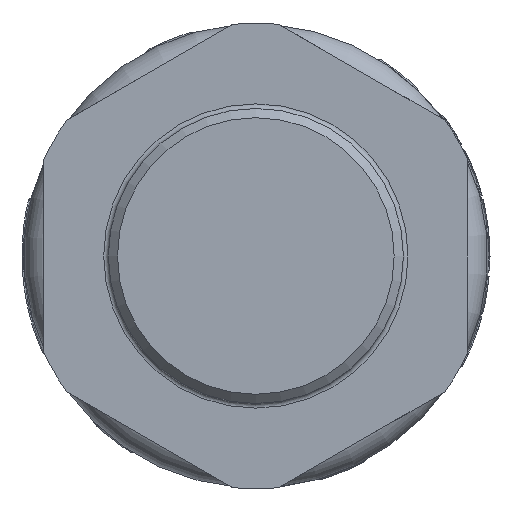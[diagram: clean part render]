
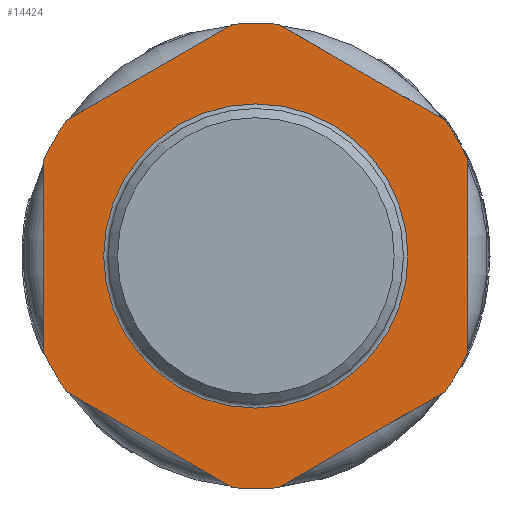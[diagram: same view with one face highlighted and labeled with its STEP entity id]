
A CAD part, left-side view. The second image highlights one B-rep face of the part: STEP entity #14424.
In plain terms, the highlighted planar face has unit normal (-1, 0, 0).
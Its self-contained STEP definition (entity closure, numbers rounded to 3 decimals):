
#404=LINE('',#20464,#1072);
#407=LINE('',#20494,#1075);
#410=LINE('',#20524,#1078);
#413=LINE('',#20554,#1081);
#416=LINE('',#20584,#1084);
#419=LINE('',#20614,#1087);
#1072=VECTOR('',#16819,10.);
#1075=VECTOR('',#16824,10.);
#1078=VECTOR('',#16829,10.);
#1081=VECTOR('',#16834,10.);
#1084=VECTOR('',#16839,10.);
#1087=VECTOR('',#16844,10.);
#2490=FACE_BOUND('',#3720,.T.);
#2866=FACE_OUTER_BOUND('',#3719,.T.);
#3719=EDGE_LOOP('',(#9098,#9099,#9100,#9101,#9102,#9103,#9104,#9105,#9106,
#9107,#9108,#9109));
#3720=EDGE_LOOP('',(#9110));
#4705=CIRCLE('',#15310,25.25);
#4706=CIRCLE('',#15312,25.25);
#4707=CIRCLE('',#15314,25.25);
#4708=CIRCLE('',#15316,25.25);
#4709=CIRCLE('',#15318,25.25);
#4710=CIRCLE('',#15320,25.25);
#4711=CIRCLE('',#15321,16.5);
#5408=VERTEX_POINT('',#20461);
#5409=VERTEX_POINT('',#20463);
#5412=VERTEX_POINT('',#20491);
#5413=VERTEX_POINT('',#20493);
#5416=VERTEX_POINT('',#20521);
#5417=VERTEX_POINT('',#20523);
#5420=VERTEX_POINT('',#20551);
#5421=VERTEX_POINT('',#20553);
#5424=VERTEX_POINT('',#20581);
#5425=VERTEX_POINT('',#20583);
#5428=VERTEX_POINT('',#20611);
#5429=VERTEX_POINT('',#20613);
#5430=VERTEX_POINT('',#20635);
#6893=EDGE_CURVE('',#5409,#5408,#404,.T.);
#6897=EDGE_CURVE('',#5413,#5412,#407,.T.);
#6901=EDGE_CURVE('',#5417,#5416,#410,.T.);
#6905=EDGE_CURVE('',#5421,#5420,#413,.T.);
#6909=EDGE_CURVE('',#5425,#5424,#416,.T.);
#6913=EDGE_CURVE('',#5429,#5428,#419,.T.);
#6921=EDGE_CURVE('',#5429,#5416,#4705,.T.);
#6922=EDGE_CURVE('',#5417,#5420,#4706,.T.);
#6923=EDGE_CURVE('',#5413,#5424,#4707,.T.);
#6924=EDGE_CURVE('',#5421,#5412,#4708,.T.);
#6925=EDGE_CURVE('',#5409,#5428,#4709,.T.);
#6926=EDGE_CURVE('',#5425,#5408,#4710,.T.);
#6927=EDGE_CURVE('',#5430,#5430,#4711,.T.);
#9098=ORIENTED_EDGE('',*,*,#6893,.T.);
#9099=ORIENTED_EDGE('',*,*,#6926,.F.);
#9100=ORIENTED_EDGE('',*,*,#6909,.T.);
#9101=ORIENTED_EDGE('',*,*,#6923,.F.);
#9102=ORIENTED_EDGE('',*,*,#6897,.T.);
#9103=ORIENTED_EDGE('',*,*,#6924,.F.);
#9104=ORIENTED_EDGE('',*,*,#6905,.T.);
#9105=ORIENTED_EDGE('',*,*,#6922,.F.);
#9106=ORIENTED_EDGE('',*,*,#6901,.T.);
#9107=ORIENTED_EDGE('',*,*,#6921,.F.);
#9108=ORIENTED_EDGE('',*,*,#6913,.T.);
#9109=ORIENTED_EDGE('',*,*,#6925,.F.);
#9110=ORIENTED_EDGE('',*,*,#6927,.T.);
#13290=PLANE('',#15319);
#14424=ADVANCED_FACE('',(#2866,#2490),#13290,.T.);
#15310=AXIS2_PLACEMENT_3D('',#20624,#16862,#16863);
#15312=AXIS2_PLACEMENT_3D('',#20626,#16866,#16867);
#15314=AXIS2_PLACEMENT_3D('',#20628,#16870,#16871);
#15316=AXIS2_PLACEMENT_3D('',#20630,#16874,#16875);
#15318=AXIS2_PLACEMENT_3D('',#20632,#16878,#16879);
#15319=AXIS2_PLACEMENT_3D('',#20633,#16880,#16881);
#15320=AXIS2_PLACEMENT_3D('',#20634,#16882,#16883);
#15321=AXIS2_PLACEMENT_3D('',#20636,#16884,#16885);
#16819=DIRECTION('',(0.,-0.866,0.5));
#16824=DIRECTION('',(0.,0.866,0.5));
#16829=DIRECTION('',(0.,0.,-1.));
#16834=DIRECTION('',(0.,0.866,-0.5));
#16839=DIRECTION('',(0.,0.,1.));
#16844=DIRECTION('',(0.,-0.866,-0.5));
#16862=DIRECTION('center_axis',(1.,0.,0.));
#16863=DIRECTION('ref_axis',(0.,0.,-1.));
#16866=DIRECTION('center_axis',(1.,0.,0.));
#16867=DIRECTION('ref_axis',(0.,0.,-1.));
#16870=DIRECTION('center_axis',(1.,0.,0.));
#16871=DIRECTION('ref_axis',(0.,0.,-1.));
#16874=DIRECTION('center_axis',(1.,0.,0.));
#16875=DIRECTION('ref_axis',(0.,0.,-1.));
#16878=DIRECTION('center_axis',(1.,0.,0.));
#16879=DIRECTION('ref_axis',(0.,0.,-1.));
#16880=DIRECTION('center_axis',(-1.,0.,0.));
#16881=DIRECTION('ref_axis',(0.,0.,1.));
#16882=DIRECTION('center_axis',(1.,0.,0.));
#16883=DIRECTION('ref_axis',(0.,0.,-1.));
#16884=DIRECTION('center_axis',(1.,0.,0.));
#16885=DIRECTION('ref_axis',(0.,0.,-1.));
#20461=CARTESIAN_POINT('',(-9.391,-20.523,-14.709));
#20463=CARTESIAN_POINT('',(-9.391,-2.477,-25.128));
#20464=CARTESIAN_POINT('',(-9.391,2.48,-27.99));
#20491=CARTESIAN_POINT('',(-9.391,-2.477,25.128));
#20493=CARTESIAN_POINT('',(-9.391,-20.523,14.709));
#20494=CARTESIAN_POINT('',(-9.391,-6.543,22.781));
#20521=CARTESIAN_POINT('',(-9.391,23.,-10.419));
#20523=CARTESIAN_POINT('',(-9.391,23.,10.419));
#20524=CARTESIAN_POINT('',(-9.391,23.,5.21));
#20551=CARTESIAN_POINT('',(-9.391,20.523,14.709));
#20553=CARTESIAN_POINT('',(-9.391,2.477,25.128));
#20554=CARTESIAN_POINT('',(-9.391,16.457,17.057));
#20581=CARTESIAN_POINT('',(-9.391,-23.,10.419));
#20583=CARTESIAN_POINT('',(-9.391,-23.,-10.419));
#20584=CARTESIAN_POINT('',(-9.391,-23.,-5.21));
#20611=CARTESIAN_POINT('',(-9.391,2.477,-25.128));
#20613=CARTESIAN_POINT('',(-9.391,20.523,-14.709));
#20614=CARTESIAN_POINT('',(-9.391,25.48,-11.847));
#20624=CARTESIAN_POINT('Origin',(-9.391,0.,
0.));
#20626=CARTESIAN_POINT('Origin',(-9.391,0.,
0.));
#20628=CARTESIAN_POINT('Origin',(-9.391,0.,
0.));
#20630=CARTESIAN_POINT('Origin',(-9.391,0.,
0.));
#20632=CARTESIAN_POINT('Origin',(-9.391,0.,
0.));
#20633=CARTESIAN_POINT('Origin',(-9.391,25.25,0.));
#20634=CARTESIAN_POINT('Origin',(-9.391,0.,
0.));
#20635=CARTESIAN_POINT('',(-9.391,16.5,0.));
#20636=CARTESIAN_POINT('Origin',(-9.391,0.,
0.));
